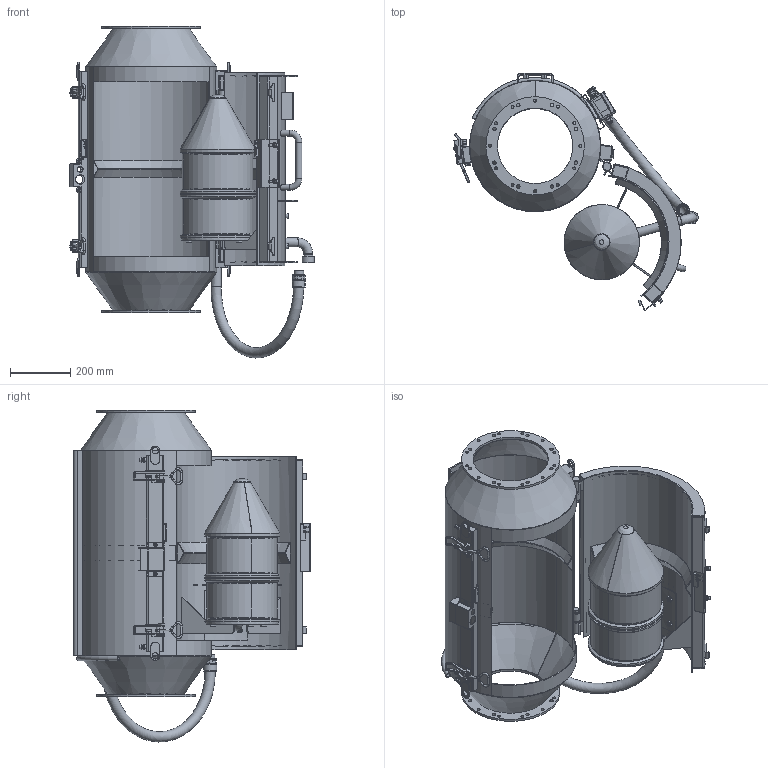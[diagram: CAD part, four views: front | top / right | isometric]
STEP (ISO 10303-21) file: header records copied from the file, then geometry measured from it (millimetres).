
FILE_DESCRIPTION(/* description */ (''),/* implementation_level */ '2;1');
FILE_NAME(/* name */ 'SPEB000063 - Customer.stp',/* time_stamp */ '2014-02-17T11:10:44+01:00',/* author */ ('bs'),/* organization */ (''),/* preprocessor_version */ 'ST-DEVELOPER v15.2',/* originating_system */ 'Autodesk Inventor 2014',/* authorisation */ '');
FILE_SCHEMA (('AUTOMOTIVE_DESIGN { 1 0 10303 214 3 1 1 }'));
Length unit declared in the file: millimetre
Products named in the file (1): SPEB000063 - Customer
Bounding box: 810.67 x 785.92 x 1100.53 mm (x, y, z)
Volume: 11660138.6 mm3; surface area: 5701113.2 mm2
Topology: 13 solids, 13 shells, 5440 faces, 14153 edges, 9156 vertices
Faces by surface type: plane 3155, bspline 1163, cylinder 746, cone 317, torus 55, sphere 4
Full cylindrical faces by diameter (mm): 2.459 x2, 3 x4, 3.242 x17, 3.3 x2, 3.5 x8, 4 x9, 4.134 x2, 6 x10, 6.647 x9, 7 x12, 7.4 x4, 8 x8, 8.1 x2, 8.376 x3, 8.4 x2, 9 x15, 9.188 x3, 10 x40, 10.106 x2, 10.3 x2, 11.5 x20, 12 x15, 13 x8, 14 x2, 15 x15, 15.4 x3, 16 x8, 16.5 x1, 17 x2, 18 x2
Entity records: 198506 total; most frequent: CARTESIAN_POINT 69173, ORIENTED_EDGE 27168, DIRECTION 21652, EDGE_CURVE 13575, VERTEX_POINT 9026, LINE 8550, VECTOR 8550, EDGE_LOOP 6590
